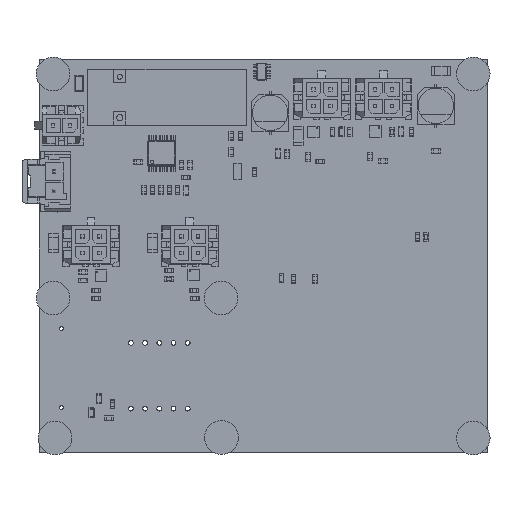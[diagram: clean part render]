
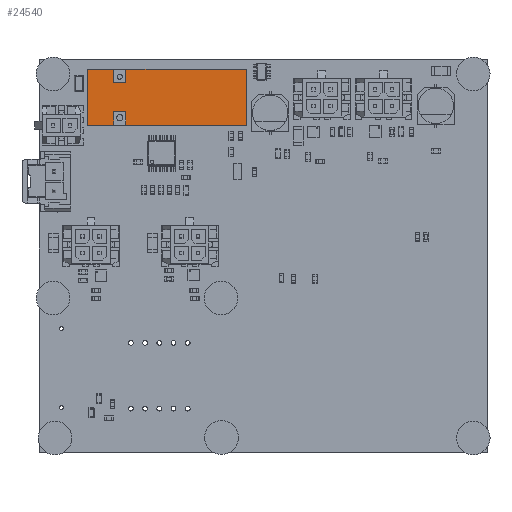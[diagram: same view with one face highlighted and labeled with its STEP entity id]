
A CAD part, top view. The second image highlights one B-rep face of the part: STEP entity #24540.
In plain terms, the highlighted face is planar.
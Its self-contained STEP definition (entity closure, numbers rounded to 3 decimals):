
#24312 = VERTEX_POINT('',#24313);
#24313 = CARTESIAN_POINT('',(-1.6,15.,1.19));
#24319 = EDGE_CURVE('',#24320,#24312,#24322,.T.);
#24320 = VERTEX_POINT('',#24321);
#24321 = CARTESIAN_POINT('',(-1.6,15.,-8.81));
#24322 = LINE('',#24323,#24324);
#24323 = CARTESIAN_POINT('',(-1.6,15.,-8.81));
#24324 = VECTOR('',#24325,1.);
#24325 = DIRECTION('',(0.,0.,1.));
#24341 = EDGE_CURVE('',#24342,#24344,#24346,.T.);
#24342 = VERTEX_POINT('',#24343);
#24343 = CARTESIAN_POINT('',(5.3,15.,1.19));
#24344 = VERTEX_POINT('',#24345);
#24345 = CARTESIAN_POINT('',(26.9,15.,1.19));
#24346 = LINE('',#24347,#24348);
#24347 = CARTESIAN_POINT('',(-1.6,15.,1.19));
#24348 = VECTOR('',#24349,1.);
#24349 = DIRECTION('',(1.,0.,0.));
#24359 = VERTEX_POINT('',#24360);
#24360 = CARTESIAN_POINT('',(3.1,15.,1.19));
#24366 = EDGE_CURVE('',#24312,#24359,#24367,.T.);
#24367 = LINE('',#24368,#24369);
#24368 = CARTESIAN_POINT('',(-1.6,15.,1.19));
#24369 = VECTOR('',#24370,1.);
#24370 = DIRECTION('',(1.,0.,0.));
#24436 = VERTEX_POINT('',#24437);
#24437 = CARTESIAN_POINT('',(26.9,15.,-8.81));
#24443 = EDGE_CURVE('',#24344,#24436,#24444,.T.);
#24444 = LINE('',#24445,#24446);
#24445 = CARTESIAN_POINT('',(26.9,15.,-8.81));
#24446 = VECTOR('',#24447,1.);
#24447 = DIRECTION('',(0.,0.,-1.));
#24458 = EDGE_CURVE('',#24459,#24320,#24461,.T.);
#24459 = VERTEX_POINT('',#24460);
#24460 = CARTESIAN_POINT('',(3.1,15.,-8.81));
#24461 = LINE('',#24462,#24463);
#24462 = CARTESIAN_POINT('',(-1.6,15.,-8.81));
#24463 = VECTOR('',#24464,1.);
#24464 = DIRECTION('',(-1.,0.,0.));
#24474 = VERTEX_POINT('',#24475);
#24475 = CARTESIAN_POINT('',(5.3,15.,-8.81));
#24481 = EDGE_CURVE('',#24436,#24474,#24482,.T.);
#24482 = LINE('',#24483,#24484);
#24483 = CARTESIAN_POINT('',(-1.6,15.,-8.81));
#24484 = VECTOR('',#24485,1.);
#24485 = DIRECTION('',(-1.,0.,0.));
#24540 = ADVANCED_FACE('',(#24541),#24593,.T.);
#24541 = FACE_BOUND('',#24542,.T.);
#24542 = EDGE_LOOP('',(#24543,#24551,#24559,#24565,#24566,#24567,#24568,
    #24576,#24584,#24590,#24591,#24592));
#24543 = ORIENTED_EDGE('',*,*,#24544,.F.);
#24544 = EDGE_CURVE('',#24545,#24359,#24547,.T.);
#24545 = VERTEX_POINT('',#24546);
#24546 = CARTESIAN_POINT('',(3.1,15.,-1.26));
#24547 = LINE('',#24548,#24549);
#24548 = CARTESIAN_POINT('',(3.1,15.,1.19));
#24549 = VECTOR('',#24550,1.);
#24550 = DIRECTION('',(0.,0.,1.));
#24551 = ORIENTED_EDGE('',*,*,#24552,.F.);
#24552 = EDGE_CURVE('',#24553,#24545,#24555,.T.);
#24553 = VERTEX_POINT('',#24554);
#24554 = CARTESIAN_POINT('',(5.3,15.,-1.26));
#24555 = LINE('',#24556,#24557);
#24556 = CARTESIAN_POINT('',(5.3,15.,-1.26));
#24557 = VECTOR('',#24558,1.);
#24558 = DIRECTION('',(-1.,0.,0.));
#24559 = ORIENTED_EDGE('',*,*,#24560,.F.);
#24560 = EDGE_CURVE('',#24342,#24553,#24561,.T.);
#24561 = LINE('',#24562,#24563);
#24562 = CARTESIAN_POINT('',(5.3,15.,1.19));
#24563 = VECTOR('',#24564,1.);
#24564 = DIRECTION('',(0.,0.,-1.));
#24565 = ORIENTED_EDGE('',*,*,#24341,.T.);
#24566 = ORIENTED_EDGE('',*,*,#24443,.T.);
#24567 = ORIENTED_EDGE('',*,*,#24481,.T.);
#24568 = ORIENTED_EDGE('',*,*,#24569,.F.);
#24569 = EDGE_CURVE('',#24570,#24474,#24572,.T.);
#24570 = VERTEX_POINT('',#24571);
#24571 = CARTESIAN_POINT('',(5.3,15.,-6.36));
#24572 = LINE('',#24573,#24574);
#24573 = CARTESIAN_POINT('',(5.3,15.,-8.81));
#24574 = VECTOR('',#24575,1.);
#24575 = DIRECTION('',(0.,0.,-1.));
#24576 = ORIENTED_EDGE('',*,*,#24577,.F.);
#24577 = EDGE_CURVE('',#24578,#24570,#24580,.T.);
#24578 = VERTEX_POINT('',#24579);
#24579 = CARTESIAN_POINT('',(3.1,15.,-6.36));
#24580 = LINE('',#24581,#24582);
#24581 = CARTESIAN_POINT('',(5.3,15.,-6.36));
#24582 = VECTOR('',#24583,1.);
#24583 = DIRECTION('',(1.,0.,0.));
#24584 = ORIENTED_EDGE('',*,*,#24585,.F.);
#24585 = EDGE_CURVE('',#24459,#24578,#24586,.T.);
#24586 = LINE('',#24587,#24588);
#24587 = CARTESIAN_POINT('',(3.1,15.,-8.81));
#24588 = VECTOR('',#24589,1.);
#24589 = DIRECTION('',(0.,0.,1.));
#24590 = ORIENTED_EDGE('',*,*,#24458,.T.);
#24591 = ORIENTED_EDGE('',*,*,#24319,.T.);
#24592 = ORIENTED_EDGE('',*,*,#24366,.T.);
#24593 = PLANE('',#24594);
#24594 = AXIS2_PLACEMENT_3D('',#24595,#24596,#24597);
#24595 = CARTESIAN_POINT('',(-1.6,15.,1.19));
#24596 = DIRECTION('',(0.,1.,0.));
#24597 = DIRECTION('',(0.,0.,1.));
